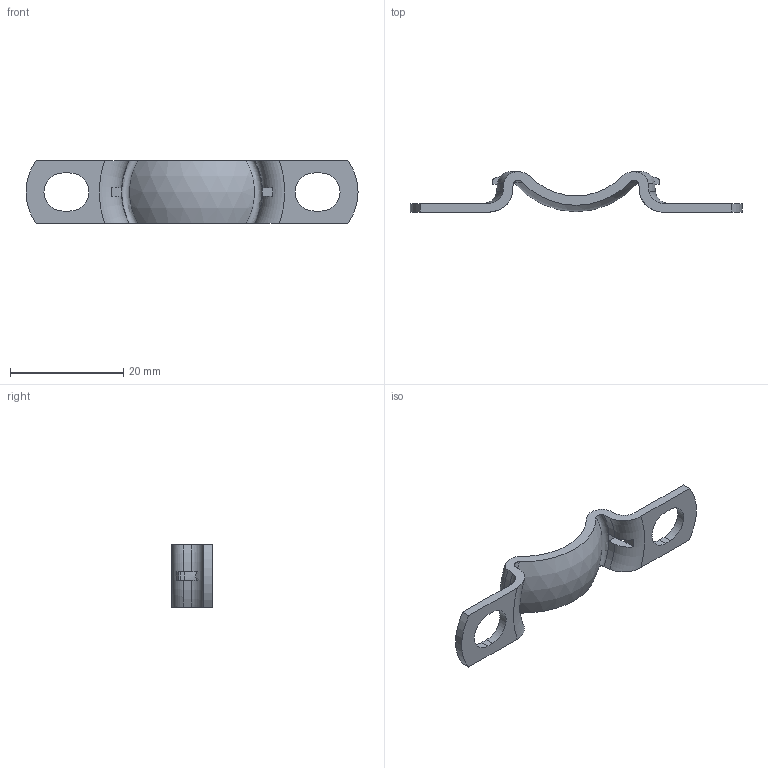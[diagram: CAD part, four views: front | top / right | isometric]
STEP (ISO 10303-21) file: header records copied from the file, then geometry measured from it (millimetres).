
FILE_DESCRIPTION(/* description */ (''),/* implementation_level */ '2;1');
FILE_NAME(/* name */ 'MSTR BD Base_3687.ipt.stp',/* time_stamp */ '2016-01-07T16:35:45-08:00',/* author */ ('Autodesk, Inc.'),/* organization */ (''),/* preprocessor_version */ 'ST-DEVELOPER v16.1',/* originating_system */ 'Autodesk Inventor 2016',/* authorisation */ '');
FILE_SCHEMA (('AUTOMOTIVE_DESIGN { 1 0 10303 214 3 1 1 }'));
Length unit declared in the file: inch
Products named in the file (1): MSTR BD Base_3687
Bounding box: 58.75 x 7.14 x 11.13 mm (x, y, z)
Volume: 1015.1 mm3; surface area: 1684.3 mm2
Topology: 1 solids, 1 shells, 54 faces, 160 edges, 104 vertices
Faces by surface type: plane 28, torus 8, cone 8, cylinder 8, sphere 2
Entity records: 2104 total; most frequent: CARTESIAN_POINT 637, ORIENTED_EDGE 320, DIRECTION 290, EDGE_CURVE 160, AXIS2_PLACEMENT_3D 111, VERTEX_POINT 104, LINE 68, VECTOR 68
